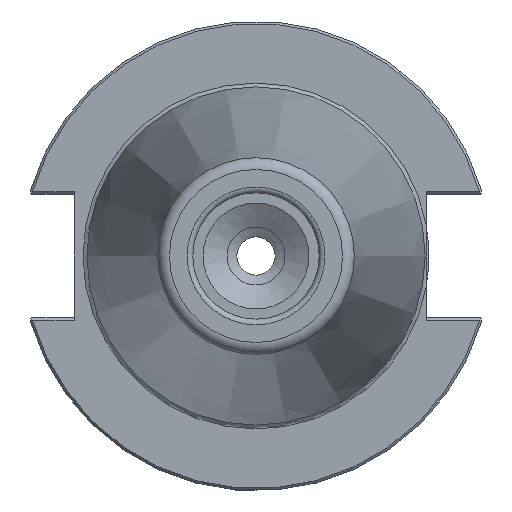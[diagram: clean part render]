
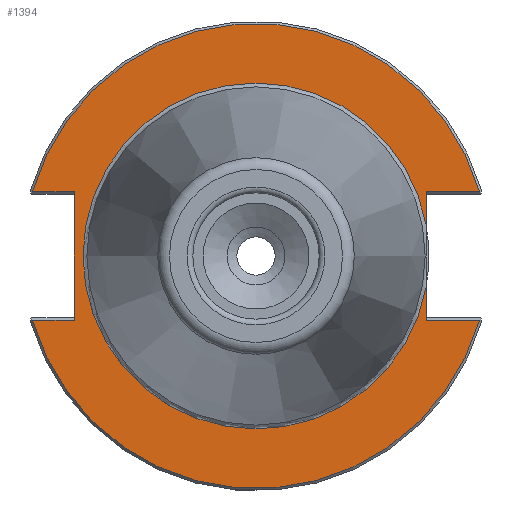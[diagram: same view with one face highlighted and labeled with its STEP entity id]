
A CAD part, left-side view. The second image highlights one B-rep face of the part: STEP entity #1394.
In plain terms, the highlighted planar face has unit normal (-1, 0, 0).
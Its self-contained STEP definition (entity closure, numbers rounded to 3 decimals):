
#64=PLANE('',#1516);
#148=FACE_OUTER_BOUND('',#222,.T.);
#222=EDGE_LOOP('',(#1043,#1044,#1045,#1046,#1047,#1048,#1049,#1050,#1051,
#1052,#1053));
#313=LINE('',#2330,#391);
#316=LINE('',#2389,#394);
#317=LINE('',#2395,#395);
#318=LINE('',#2397,#396);
#319=LINE('',#2401,#397);
#320=LINE('',#2403,#398);
#321=LINE('',#2404,#399);
#391=VECTOR('',#1760,10.);
#394=VECTOR('',#1779,10.);
#395=VECTOR('',#1784,10.);
#396=VECTOR('',#1785,10.);
#397=VECTOR('',#1788,10.);
#398=VECTOR('',#1789,10.);
#399=VECTOR('',#1790,10.);
#463=CIRCLE('',#1514,48.249);
#465=CIRCLE('',#1517,35.899);
#466=CIRCLE('',#1518,35.899);
#467=CIRCLE('',#1519,48.249);
#597=VERTEX_POINT('',#2327);
#598=VERTEX_POINT('',#2329);
#606=VERTEX_POINT('',#2376);
#609=VERTEX_POINT('',#2388);
#610=VERTEX_POINT('',#2390);
#611=VERTEX_POINT('',#2392);
#612=VERTEX_POINT('',#2394);
#613=VERTEX_POINT('',#2396);
#614=VERTEX_POINT('',#2398);
#615=VERTEX_POINT('',#2400);
#616=VERTEX_POINT('',#2402);
#767=EDGE_CURVE('',#597,#598,#313,.T.);
#779=EDGE_CURVE('',#598,#606,#463,.T.);
#783=EDGE_CURVE('',#597,#609,#316,.T.);
#784=EDGE_CURVE('',#609,#610,#465,.T.);
#785=EDGE_CURVE('',#610,#611,#466,.T.);
#786=EDGE_CURVE('',#611,#612,#317,.T.);
#787=EDGE_CURVE('',#613,#612,#318,.T.);
#788=EDGE_CURVE('',#614,#613,#467,.T.);
#789=EDGE_CURVE('',#615,#614,#319,.T.);
#790=EDGE_CURVE('',#615,#616,#320,.T.);
#791=EDGE_CURVE('',#606,#616,#321,.T.);
#1043=ORIENTED_EDGE('',*,*,#767,.F.);
#1044=ORIENTED_EDGE('',*,*,#783,.T.);
#1045=ORIENTED_EDGE('',*,*,#784,.T.);
#1046=ORIENTED_EDGE('',*,*,#785,.T.);
#1047=ORIENTED_EDGE('',*,*,#786,.T.);
#1048=ORIENTED_EDGE('',*,*,#787,.F.);
#1049=ORIENTED_EDGE('',*,*,#788,.F.);
#1050=ORIENTED_EDGE('',*,*,#789,.F.);
#1051=ORIENTED_EDGE('',*,*,#790,.T.);
#1052=ORIENTED_EDGE('',*,*,#791,.F.);
#1053=ORIENTED_EDGE('',*,*,#779,.F.);
#1394=ADVANCED_FACE('',(#148),#64,.T.);
#1514=AXIS2_PLACEMENT_3D('',#2377,#1773,#1774);
#1516=AXIS2_PLACEMENT_3D('',#2387,#1777,#1778);
#1517=AXIS2_PLACEMENT_3D('',#2391,#1780,#1781);
#1518=AXIS2_PLACEMENT_3D('',#2393,#1782,#1783);
#1519=AXIS2_PLACEMENT_3D('',#2399,#1786,#1787);
#1760=DIRECTION('',(0.,-1.,0.));
#1773=DIRECTION('center_axis',(1.,0.,0.));
#1774=DIRECTION('ref_axis',(0.,0.,-1.));
#1777=DIRECTION('center_axis',(-1.,0.,0.));
#1778=DIRECTION('ref_axis',(0.,0.,1.));
#1779=DIRECTION('',(0.,0.,1.));
#1780=DIRECTION('center_axis',(1.,0.,0.));
#1781=DIRECTION('ref_axis',(0.,0.,-1.));
#1782=DIRECTION('center_axis',(1.,0.,0.));
#1783=DIRECTION('ref_axis',(0.,0.,-1.));
#1784=DIRECTION('',(0.,0.,1.));
#1785=DIRECTION('',(0.,1.,0.));
#1786=DIRECTION('center_axis',(1.,0.,0.));
#1787=DIRECTION('ref_axis',(0.,0.,-1.));
#1788=DIRECTION('',(0.,1.,0.));
#1789=DIRECTION('',(0.,0.,-1.));
#1790=DIRECTION('',(0.,-1.,0.));
#2327=CARTESIAN_POINT('',(3.175,-35.3,-13.325));
#2329=CARTESIAN_POINT('',(3.175,-46.373,-13.325));
#2330=CARTESIAN_POINT('',(3.175,-13.707,-13.325));
#2376=CARTESIAN_POINT('',(3.175,46.373,-13.325));
#2377=CARTESIAN_POINT('Origin',(3.175,0.,0.));
#2387=CARTESIAN_POINT('Origin',(3.175,48.249,0.));
#2388=CARTESIAN_POINT('',(3.175,-35.3,-6.533));
#2389=CARTESIAN_POINT('',(3.175,-35.3,-6.413));
#2390=CARTESIAN_POINT('',(3.175,0.,35.899));
#2391=CARTESIAN_POINT('Origin',(3.175,0.,0.));
#2392=CARTESIAN_POINT('',(3.175,-35.3,6.533));
#2393=CARTESIAN_POINT('Origin',(3.175,0.,0.));
#2394=CARTESIAN_POINT('',(3.175,-35.3,13.325));
#2395=CARTESIAN_POINT('',(3.175,-35.3,-6.413));
#2396=CARTESIAN_POINT('',(3.175,-46.373,13.325));
#2397=CARTESIAN_POINT('',(3.175,6.475,13.325));
#2398=CARTESIAN_POINT('',(3.175,46.373,13.325));
#2399=CARTESIAN_POINT('Origin',(3.175,0.,0.));
#2400=CARTESIAN_POINT('',(3.175,37.7,13.325));
#2401=CARTESIAN_POINT('',(3.175,61.395,13.325));
#2402=CARTESIAN_POINT('',(3.175,37.7,-13.325));
#2403=CARTESIAN_POINT('',(3.175,37.7,6.413));
#2404=CARTESIAN_POINT('',(3.175,42.975,-13.325));
